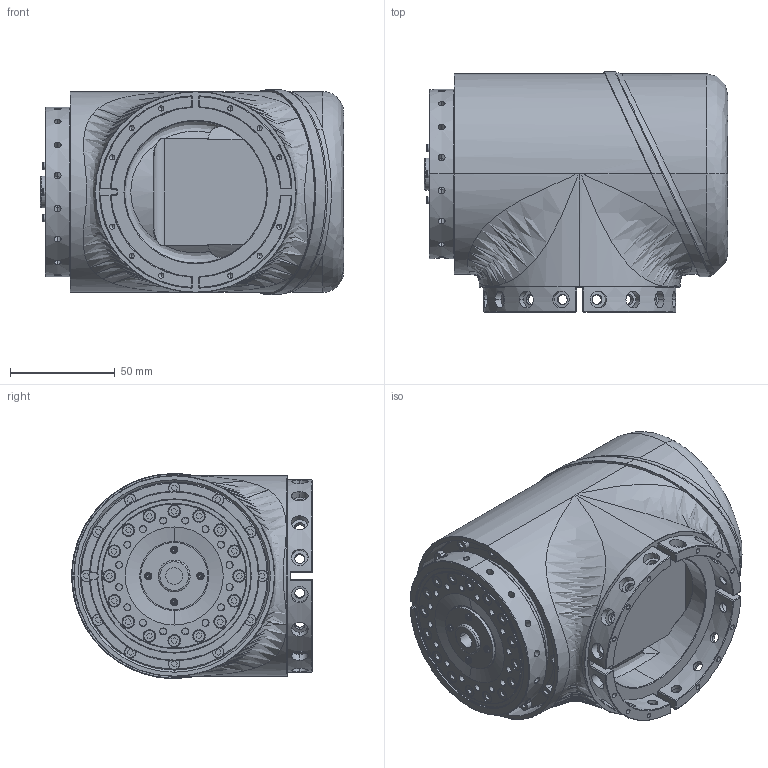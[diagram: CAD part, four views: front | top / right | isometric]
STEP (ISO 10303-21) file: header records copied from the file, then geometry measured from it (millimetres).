
FILE_DESCRIPTION (( 'STEP AP203' ), '1' );
FILE_NAME ('3212001-000000-002 RJSII-20壽誹L倰-RevB1.STEP', '2023-04-19T02:18:46', ( '' ), ( '' ), 'SwSTEP 2.0', 'SolidWorks 2016', '' );
FILE_SCHEMA (( 'CONFIG_CONTROL_DESIGN' ));
Length unit declared in the file: millimetre
Products named in the file (1): 3212001-000000-002 RJSII-20壽誹L倰-RevB1
Bounding box: 144.98 x 115 x 98 mm (x, y, z)
Volume: 1020148.1 mm3; surface area: 120339.7 mm2
Topology: 23 solids, 72 shells, 1769 faces, 3971 edges, 2416 vertices
Faces by surface type: cylinder 705, plane 592, cone 293, torus 138, bspline 25, sphere 16
Entity records: 61362 total; most frequent: CARTESIAN_POINT 21656, DIRECTION 8796, ORIENTED_EDGE 7686, EDGE_CURVE 3843, AXIS2_PLACEMENT_3D 3501, VERTEX_POINT 2416, EDGE_LOOP 2045, LINE 1794
